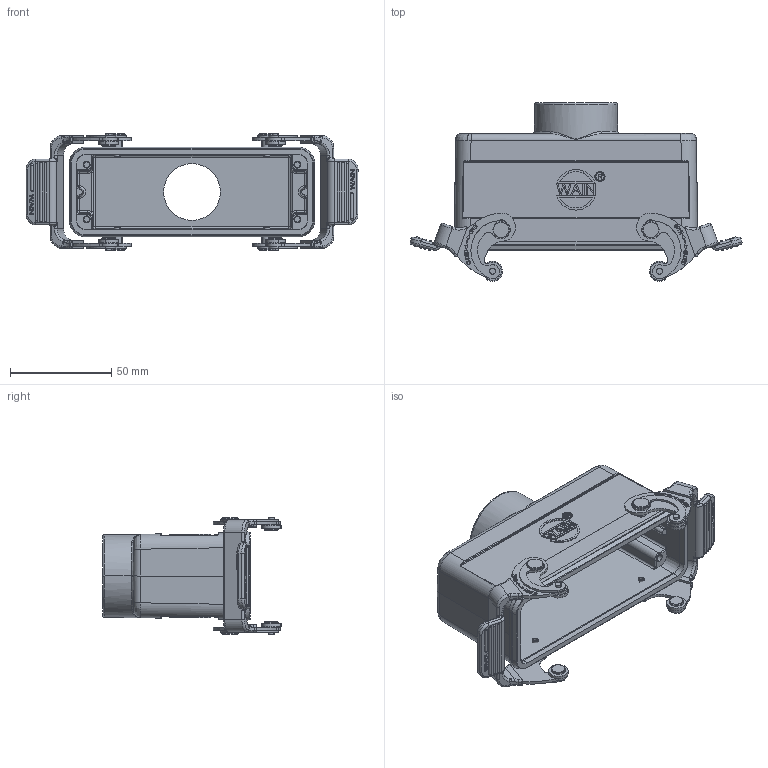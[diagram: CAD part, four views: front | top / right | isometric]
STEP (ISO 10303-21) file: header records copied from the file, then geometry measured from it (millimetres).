
FILE_DESCRIPTION((''),'2;1');
FILE_NAME('ASM0047_ASM','2020-10-13T',('dn.ye'),(''),'PRO/ENGINEER BY PARAMETRIC TECHNOLOGY CORPORATION, 2012480','PRO/ENGINEER BY PARAMETRIC TECHNOLOGY CORPORATION, 2012480','');
FILE_SCHEMA(('CONFIG_CONTROL_DESIGN'));
Products named in the file (1): ASM0047_ASM
Bounding box: 163.89 x 88.13 x 57.5 mm (x, y, z)
Volume: 334.8 mm3; surface area: 71211.5 mm2
Topology: 4 solids, 21 shells, 1821 faces, 5054 edges, 3370 vertices
Faces by surface type: plane 851, cylinder 464, extrusion 188, bspline 144, torus 76, cone 58, sphere 40
Entity records: 69135 total; most frequent: CARTESIAN_POINT 23885, ORIENTED_EDGE 9778, DIRECTION 8459, EDGE_CURVE 5028, VERTEX_POINT 3370, VECTOR 2831, AXIS2_PLACEMENT_3D 2814, LINE 2643
